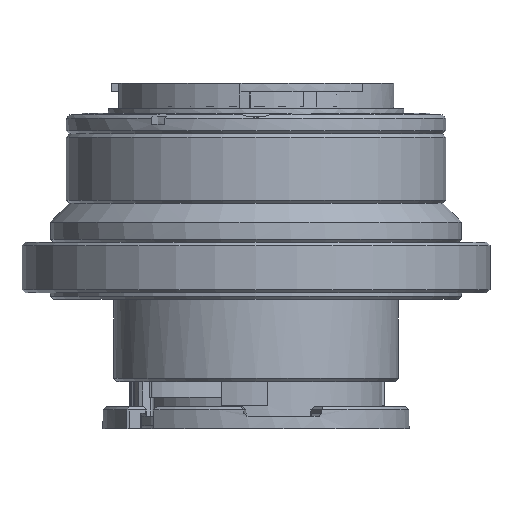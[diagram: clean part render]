
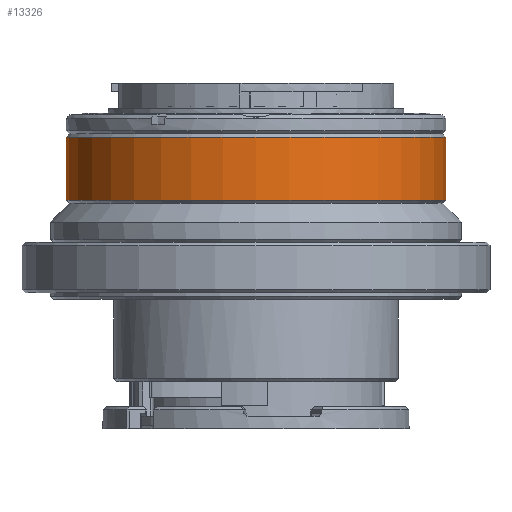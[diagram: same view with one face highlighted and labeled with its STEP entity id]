
A CAD part, front view. The second image highlights one B-rep face of the part: STEP entity #13326.
In plain terms, the highlighted cylindrical face has radius 30 mm (diameter 60 mm), a full revolution.
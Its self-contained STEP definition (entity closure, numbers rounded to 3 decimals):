
#310=CYLINDRICAL_SURFACE('',#14867,30.);
#5436=ORIENTED_EDGE('',*,*,#7766,.T.);
#5437=ORIENTED_EDGE('',*,*,#7767,.T.);
#7766=EDGE_CURVE('',#9155,#9155,#9996,.F.);
#7767=EDGE_CURVE('',#9156,#9156,#9997,.T.);
#9155=VERTEX_POINT('',#23362);
#9156=VERTEX_POINT('',#23364);
#9996=CIRCLE('',#14868,30.);
#9997=CIRCLE('',#14869,30.);
#11033=EDGE_LOOP('',(#5436));
#11034=EDGE_LOOP('',(#5437));
#12163=FACE_BOUND('',#11033,.T.);
#12164=FACE_BOUND('',#11034,.T.);
#13326=ADVANCED_FACE('',(#12163,#12164),#310,.T.);
#14867=AXIS2_PLACEMENT_3D('',#23360,#18362,#18363);
#14868=AXIS2_PLACEMENT_3D('',#23361,#18364,#18365);
#14869=AXIS2_PLACEMENT_3D('',#23363,#18366,#18367);
#18362=DIRECTION('',(0.,0.,-1.));
#18363=DIRECTION('',(-1.,0.,0.));
#18364=DIRECTION('',(0.,0.,-1.));
#18365=DIRECTION('',(-1.,0.,0.));
#18366=DIRECTION('',(0.,0.,-1.));
#18367=DIRECTION('',(-1.,0.,0.));
#23360=CARTESIAN_POINT('',(0.,0.,26.15));
#23361=CARTESIAN_POINT('',(0.,0.,15.7));
#23362=CARTESIAN_POINT('',(-30.,0.,15.7));
#23363=CARTESIAN_POINT('',(0.,0.,25.65));
#23364=CARTESIAN_POINT('',(-30.,0.,25.65));
